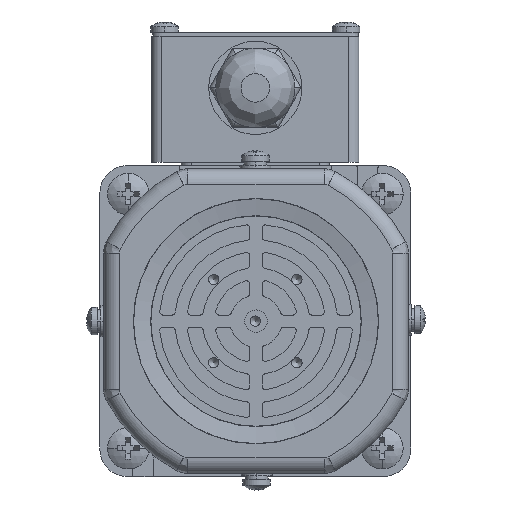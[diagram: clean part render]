
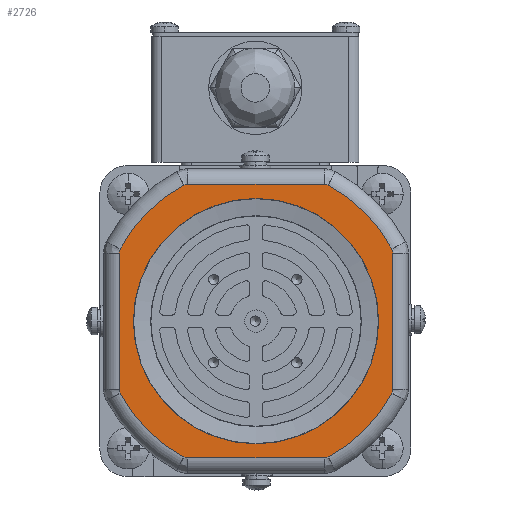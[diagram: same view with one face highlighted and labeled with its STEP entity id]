
A CAD part, left-side view. The second image highlights one B-rep face of the part: STEP entity #2726.
In plain terms, the highlighted planar face has unit normal (-1, 0, 0).
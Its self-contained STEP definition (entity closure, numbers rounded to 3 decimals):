
#340=FACE_BOUND('',#7388,.T.);
#764=PLANE('',#32870);
#2726=ADVANCED_FACE('',(#5427,#340),#764,.F.);
#5427=FACE_OUTER_BOUND('',#7387,.T.);
#7387=EDGE_LOOP('',(#17074,#17075,#17076,#17077,#17078,#17079,#17080,#17081,
#17082,#17083,#17084,#17085,#17086,#17087,#17088,#17089));
#7388=EDGE_LOOP('',(#17090));
#9645=LINE('',#50645,#11739);
#9646=LINE('',#50653,#11740);
#9647=LINE('',#50661,#11741);
#9648=LINE('',#50669,#11742);
#11739=VECTOR('',#40098,1.);
#11740=VECTOR('',#40105,1.);
#11741=VECTOR('',#40112,1.);
#11742=VECTOR('',#40119,1.);
#17074=ORIENTED_EDGE('',*,*,#26522,.T.);
#17075=ORIENTED_EDGE('',*,*,#26523,.T.);
#17076=ORIENTED_EDGE('',*,*,#26524,.T.);
#17077=ORIENTED_EDGE('',*,*,#26525,.T.);
#17078=ORIENTED_EDGE('',*,*,#26526,.T.);
#17079=ORIENTED_EDGE('',*,*,#26527,.T.);
#17080=ORIENTED_EDGE('',*,*,#26528,.T.);
#17081=ORIENTED_EDGE('',*,*,#26529,.T.);
#17082=ORIENTED_EDGE('',*,*,#26530,.T.);
#17083=ORIENTED_EDGE('',*,*,#26531,.T.);
#17084=ORIENTED_EDGE('',*,*,#26532,.T.);
#17085=ORIENTED_EDGE('',*,*,#26533,.T.);
#17086=ORIENTED_EDGE('',*,*,#26534,.T.);
#17087=ORIENTED_EDGE('',*,*,#26535,.T.);
#17088=ORIENTED_EDGE('',*,*,#26536,.T.);
#17089=ORIENTED_EDGE('',*,*,#26537,.T.);
#17090=ORIENTED_EDGE('',*,*,#26521,.F.);
#22988=VERTEX_POINT('',#50638);
#22989=VERTEX_POINT('',#50641);
#22990=VERTEX_POINT('',#50642);
#22991=VERTEX_POINT('',#50644);
#22992=VERTEX_POINT('',#50646);
#22993=VERTEX_POINT('',#50648);
#22994=VERTEX_POINT('',#50650);
#22995=VERTEX_POINT('',#50652);
#22996=VERTEX_POINT('',#50654);
#22997=VERTEX_POINT('',#50656);
#22998=VERTEX_POINT('',#50658);
#22999=VERTEX_POINT('',#50660);
#23000=VERTEX_POINT('',#50662);
#23001=VERTEX_POINT('',#50664);
#23002=VERTEX_POINT('',#50666);
#23003=VERTEX_POINT('',#50668);
#23004=VERTEX_POINT('',#50670);
#26521=EDGE_CURVE('',#22988,#22988,#29789,.T.);
#26522=EDGE_CURVE('',#22989,#22990,#29790,.T.);
#26523=EDGE_CURVE('',#22990,#22991,#29791,.T.);
#26524=EDGE_CURVE('',#22991,#22992,#9645,.T.);
#26525=EDGE_CURVE('',#22992,#22993,#29792,.T.);
#26526=EDGE_CURVE('',#22993,#22994,#29793,.T.);
#26527=EDGE_CURVE('',#22994,#22995,#29794,.T.);
#26528=EDGE_CURVE('',#22995,#22996,#9646,.T.);
#26529=EDGE_CURVE('',#22996,#22997,#29795,.T.);
#26530=EDGE_CURVE('',#22997,#22998,#29796,.T.);
#26531=EDGE_CURVE('',#22998,#22999,#29797,.T.);
#26532=EDGE_CURVE('',#22999,#23000,#9647,.T.);
#26533=EDGE_CURVE('',#23000,#23001,#29798,.T.);
#26534=EDGE_CURVE('',#23001,#23002,#29799,.T.);
#26535=EDGE_CURVE('',#23002,#23003,#29800,.T.);
#26536=EDGE_CURVE('',#23003,#23004,#9648,.T.);
#26537=EDGE_CURVE('',#23004,#22989,#29801,.T.);
#29789=CIRCLE('',#32856,35.421);
#29790=CIRCLE('',#32858,44.5);
#29791=CIRCLE('',#32859,2.5);
#29792=CIRCLE('',#32860,2.5);
#29793=CIRCLE('',#32861,44.5);
#29794=CIRCLE('',#32862,2.5);
#29795=CIRCLE('',#32863,2.5);
#29796=CIRCLE('',#32864,44.5);
#29797=CIRCLE('',#32865,2.5);
#29798=CIRCLE('',#32866,2.5);
#29799=CIRCLE('',#32867,44.5);
#29800=CIRCLE('',#32868,2.5);
#29801=CIRCLE('',#32869,2.5);
#32856=AXIS2_PLACEMENT_3D('',#50637,#40090,#40091);
#32858=AXIS2_PLACEMENT_3D('',#50640,#40094,#40095);
#32859=AXIS2_PLACEMENT_3D('',#50643,#40096,#40097);
#32860=AXIS2_PLACEMENT_3D('',#50647,#40099,#40100);
#32861=AXIS2_PLACEMENT_3D('',#50649,#40101,#40102);
#32862=AXIS2_PLACEMENT_3D('',#50651,#40103,#40104);
#32863=AXIS2_PLACEMENT_3D('',#50655,#40106,#40107);
#32864=AXIS2_PLACEMENT_3D('',#50657,#40108,#40109);
#32865=AXIS2_PLACEMENT_3D('',#50659,#40110,#40111);
#32866=AXIS2_PLACEMENT_3D('',#50663,#40113,#40114);
#32867=AXIS2_PLACEMENT_3D('',#50665,#40115,#40116);
#32868=AXIS2_PLACEMENT_3D('',#50667,#40117,#40118);
#32869=AXIS2_PLACEMENT_3D('',#50671,#40120,#40121);
#32870=AXIS2_PLACEMENT_3D('',#50672,#40122,#40123);
#40090=DIRECTION('',(-1.,0.,0.));
#40091=DIRECTION('',(0.,0.,1.));
#40094=DIRECTION('',(-1.,0.,0.));
#40095=DIRECTION('',(0.,0.,-1.));
#40096=DIRECTION('',(-1.,0.,0.));
#40097=DIRECTION('',(0.,0.,-1.));
#40098=DIRECTION('',(0.,0.,-1.));
#40099=DIRECTION('',(-1.,0.,0.));
#40100=DIRECTION('',(0.,0.,-1.));
#40101=DIRECTION('',(-1.,0.,0.));
#40102=DIRECTION('',(0.,0.,-1.));
#40103=DIRECTION('',(-1.,0.,0.));
#40104=DIRECTION('',(0.,0.,-1.));
#40105=DIRECTION('',(0.,-1.,0.));
#40106=DIRECTION('',(-1.,0.,0.));
#40107=DIRECTION('',(0.,0.,-1.));
#40108=DIRECTION('',(-1.,0.,0.));
#40109=DIRECTION('',(0.,0.,-1.));
#40110=DIRECTION('',(-1.,0.,0.));
#40111=DIRECTION('',(0.,0.,-1.));
#40112=DIRECTION('',(0.,0.,1.));
#40113=DIRECTION('',(-1.,0.,0.));
#40114=DIRECTION('',(0.,0.,-1.));
#40115=DIRECTION('',(-1.,0.,0.));
#40116=DIRECTION('',(0.,0.,-1.));
#40117=DIRECTION('',(-1.,0.,0.));
#40118=DIRECTION('',(0.,0.,-1.));
#40119=DIRECTION('',(0.,1.,0.));
#40120=DIRECTION('',(-1.,0.,0.));
#40121=DIRECTION('',(0.,0.,-1.));
#40122=DIRECTION('',(1.,0.,0.));
#40123=DIRECTION('',(0.,0.,-1.));
#50637=CARTESIAN_POINT('',(2514.192,-775.357,0.));
#50638=CARTESIAN_POINT('',(2514.192,-775.357,35.421));
#50640=CARTESIAN_POINT('',(2514.192,-775.357,0.));
#50641=CARTESIAN_POINT('',(2514.192,-754.498,39.308));
#50642=CARTESIAN_POINT('',(2514.192,-736.049,20.859));
#50643=CARTESIAN_POINT('',(2514.192,-738.257,19.687));
#50644=CARTESIAN_POINT('',(2514.192,-735.757,19.687));
#50645=CARTESIAN_POINT('',(2514.192,-735.757,0.));
#50646=CARTESIAN_POINT('',(2514.192,-735.757,-19.687));
#50647=CARTESIAN_POINT('',(2514.192,-738.257,-19.687));
#50648=CARTESIAN_POINT('',(2514.192,-736.049,-20.859));
#50649=CARTESIAN_POINT('',(2514.192,-775.357,0.));
#50650=CARTESIAN_POINT('',(2514.192,-754.498,-39.308));
#50651=CARTESIAN_POINT('',(2514.192,-755.67,-37.1));
#50652=CARTESIAN_POINT('',(2514.192,-755.67,-39.6));
#50653=CARTESIAN_POINT('',(2514.192,-735.757,-39.6));
#50654=CARTESIAN_POINT('',(2514.192,-795.045,-39.6));
#50655=CARTESIAN_POINT('',(2514.192,-795.045,-37.1));
#50656=CARTESIAN_POINT('',(2514.192,-796.217,-39.308));
#50657=CARTESIAN_POINT('',(2514.192,-775.357,0.));
#50658=CARTESIAN_POINT('',(2514.192,-814.666,-20.859));
#50659=CARTESIAN_POINT('',(2514.192,-812.457,-19.687));
#50660=CARTESIAN_POINT('',(2514.192,-814.957,-19.687));
#50661=CARTESIAN_POINT('',(2514.192,-814.957,0.));
#50662=CARTESIAN_POINT('',(2514.192,-814.957,19.687));
#50663=CARTESIAN_POINT('',(2514.192,-812.457,19.687));
#50664=CARTESIAN_POINT('',(2514.192,-814.666,20.859));
#50665=CARTESIAN_POINT('',(2514.192,-775.357,0.));
#50666=CARTESIAN_POINT('',(2514.192,-796.217,39.308));
#50667=CARTESIAN_POINT('',(2514.192,-795.045,37.1));
#50668=CARTESIAN_POINT('',(2514.192,-795.045,39.6));
#50669=CARTESIAN_POINT('',(2514.192,-735.757,39.6));
#50670=CARTESIAN_POINT('',(2514.192,-755.67,39.6));
#50671=CARTESIAN_POINT('',(2514.192,-755.67,37.1));
#50672=CARTESIAN_POINT('',(2514.192,-735.757,0.));
